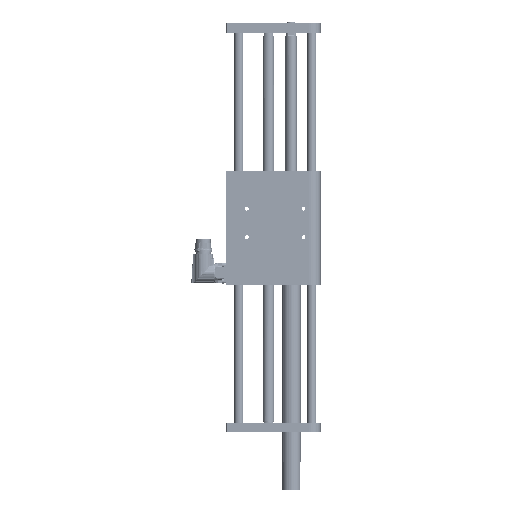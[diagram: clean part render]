
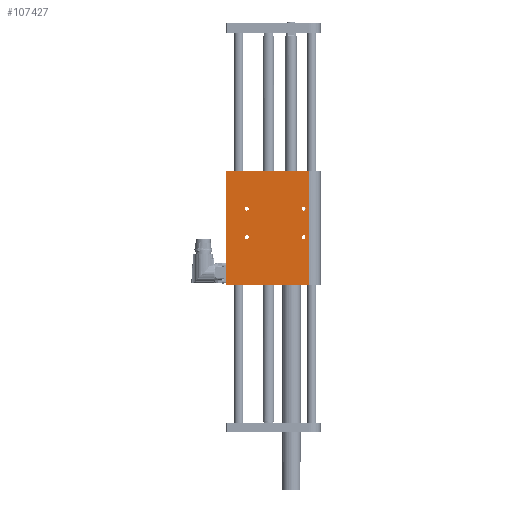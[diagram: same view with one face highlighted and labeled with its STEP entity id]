
A CAD part, left-side view. The second image highlights one B-rep face of the part: STEP entity #107427.
In plain terms, the highlighted planar face has unit normal (-1, 0, 0).
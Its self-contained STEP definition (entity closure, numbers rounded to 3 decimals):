
#1437 = VERTEX_POINT ( 'NONE', #52277 ) ;
#1569 = ORIENTED_EDGE ( 'NONE', *, *, #33389, .F. ) ;
#2872 = EDGE_LOOP ( 'NONE', ( #62467, #56355, #89021, #1569 ) ) ;
#3209 = ORIENTED_EDGE ( 'NONE', *, *, #70034, .T. ) ;
#10329 = EDGE_CURVE ( 'NONE', #84059, #96559, #87044, .T. ) ;
#10519 = DIRECTION ( 'NONE',  ( 0., 0., -1. ) ) ;
#10696 = EDGE_CURVE ( 'NONE', #94078, #94078, #105868, .T. ) ;
#12033 = CARTESIAN_POINT ( 'NONE',  ( -12.5, -87.5, 120. ) ) ;
#13548 = CARTESIAN_POINT ( 'NONE',  ( -12.5, -82., 82.15 ) ) ;
#13942 = DIRECTION ( 'NONE',  ( 0., 0., -1. ) ) ;
#18142 = CIRCLE ( 'NONE', #107151, 2. ) ;
#18727 = CARTESIAN_POINT ( 'NONE',  ( -12.5, 0., 120. ) ) ;
#18984 = EDGE_LOOP ( 'NONE', ( #3209 ) ) ;
#22256 = DIRECTION ( 'NONE',  ( 0., 0., -1. ) ) ;
#23284 = VERTEX_POINT ( 'NONE', #13548 ) ;
#24536 = ORIENTED_EDGE ( 'NONE', *, *, #10696, .T. ) ;
#25258 = DIRECTION ( 'NONE',  ( 0., -1., 0. ) ) ;
#25446 = DIRECTION ( 'NONE',  ( -1., 0., 0. ) ) ;
#28808 = EDGE_CURVE ( 'NONE', #23284, #23284, #83232, .T. ) ;
#29324 = VECTOR ( 'NONE', #30053, 1000. ) ;
#30053 = DIRECTION ( 'NONE',  ( 0., 0., -1. ) ) ;
#32003 = CARTESIAN_POINT ( 'NONE',  ( -12.5, -22., 80. ) ) ;
#33389 = EDGE_CURVE ( 'NONE', #1437, #79928, #43124, .T. ) ;
#34307 = AXIS2_PLACEMENT_3D ( 'NONE', #73301, #91471, #64898 ) ;
#35095 = FACE_OUTER_BOUND ( 'NONE', #2872, .T. ) ;
#35818 = DIRECTION ( 'NONE',  ( 0., 0., 1. ) ) ;
#39122 = CARTESIAN_POINT ( 'NONE',  ( -12.5, -0.5, 120. ) ) ;
#42283 = LINE ( 'NONE', #113955, #79543 ) ;
#42873 = VECTOR ( 'NONE', #13942, 1000. ) ;
#43124 = LINE ( 'NONE', #12033, #42873 ) ;
#44441 = ORIENTED_EDGE ( 'NONE', *, *, #28808, .F. ) ;
#45308 = CARTESIAN_POINT ( 'NONE',  ( -12.5, -0.5, 0. ) ) ;
#48963 = CIRCLE ( 'NONE', #121301, 2.15 ) ;
#50064 = DIRECTION ( 'NONE',  ( 1., 0., 0. ) ) ;
#50829 = EDGE_CURVE ( 'NONE', #86378, #86378, #48963, .T. ) ;
#52277 = CARTESIAN_POINT ( 'NONE',  ( -12.5, -87.5, 120. ) ) ;
#53877 = CARTESIAN_POINT ( 'NONE',  ( -12.5, -87.5, 0. ) ) ;
#54735 = VECTOR ( 'NONE', #68006, 1000. ) ;
#56355 = ORIENTED_EDGE ( 'NONE', *, *, #10329, .T. ) ;
#56503 = CARTESIAN_POINT ( 'NONE',  ( -12.5, -22., 50. ) ) ;
#60401 = CARTESIAN_POINT ( 'NONE',  ( -12.5, -82., 50. ) ) ;
#62467 = ORIENTED_EDGE ( 'NONE', *, *, #89243, .F. ) ;
#64300 = EDGE_LOOP ( 'NONE', ( #88891 ) ) ;
#64898 = DIRECTION ( 'NONE',  ( 0., 1., 0. ) ) ;
#68006 = DIRECTION ( 'NONE',  ( 0., -1., 0. ) ) ;
#70034 = EDGE_CURVE ( 'NONE', #83657, #83657, #18142, .T. ) ;
#71502 = DIRECTION ( 'NONE',  ( 1., 0., 0. ) ) ;
#73301 = CARTESIAN_POINT ( 'NONE',  ( -12.5, 0., 120. ) ) ;
#74613 = CARTESIAN_POINT ( 'NONE',  ( -12.5, -82., 48. ) ) ;
#79543 = VECTOR ( 'NONE', #25258, 1000. ) ;
#79928 = VERTEX_POINT ( 'NONE', #53877 ) ;
#83232 = CIRCLE ( 'NONE', #89474, 2.15 ) ;
#83657 = VERTEX_POINT ( 'NONE', #105051 ) ;
#84059 = VERTEX_POINT ( 'NONE', #111396 ) ;
#84278 = FACE_BOUND ( 'NONE', #102781, .T. ) ;
#84813 = DIRECTION ( 'NONE',  ( -1., 0., 0. ) ) ;
#85215 = AXIS2_PLACEMENT_3D ( 'NONE', #60401, #50064, #10519 ) ;
#85414 = EDGE_LOOP ( 'NONE', ( #44441 ) ) ;
#86378 = VERTEX_POINT ( 'NONE', #93561 ) ;
#87044 = LINE ( 'NONE', #39122, #29324 ) ;
#88891 = ORIENTED_EDGE ( 'NONE', *, *, #50829, .F. ) ;
#89021 = ORIENTED_EDGE ( 'NONE', *, *, #103963, .T. ) ;
#89243 = EDGE_CURVE ( 'NONE', #84059, #1437, #117173, .T. ) ;
#89474 = AXIS2_PLACEMENT_3D ( 'NONE', #93931, #84813, #124308 ) ;
#91471 = DIRECTION ( 'NONE',  ( 1., 0., 0. ) ) ;
#92738 = PLANE ( 'NONE',  #34307 ) ;
#93561 = CARTESIAN_POINT ( 'NONE',  ( -12.5, -22., 52.15 ) ) ;
#93931 = CARTESIAN_POINT ( 'NONE',  ( -12.5, -82., 80. ) ) ;
#94078 = VERTEX_POINT ( 'NONE', #74613 ) ;
#96559 = VERTEX_POINT ( 'NONE', #45308 ) ;
#101843 = FACE_BOUND ( 'NONE', #85414, .T. ) ;
#102781 = EDGE_LOOP ( 'NONE', ( #24536 ) ) ;
#103963 = EDGE_CURVE ( 'NONE', #96559, #79928, #42283, .T. ) ;
#105051 = CARTESIAN_POINT ( 'NONE',  ( -12.5, -22., 78. ) ) ;
#105868 = CIRCLE ( 'NONE', #85215, 2. ) ;
#107151 = AXIS2_PLACEMENT_3D ( 'NONE', #32003, #71502, #22256 ) ;
#107427 = ADVANCED_FACE ( 'NONE', ( #122522, #84278, #123765, #101843, #35095 ), #92738, .F. ) ;
#111396 = CARTESIAN_POINT ( 'NONE',  ( -12.5, -0.5, 120. ) ) ;
#113955 = CARTESIAN_POINT ( 'NONE',  ( -12.5, 0., 0. ) ) ;
#117173 = LINE ( 'NONE', #18727, #54735 ) ;
#121301 = AXIS2_PLACEMENT_3D ( 'NONE', #56503, #25446, #35818 ) ;
#122522 = FACE_BOUND ( 'NONE', #18984, .T. ) ;
#123765 = FACE_BOUND ( 'NONE', #64300, .T. ) ;
#124308 = DIRECTION ( 'NONE',  ( 0., 0., 1. ) ) ;
